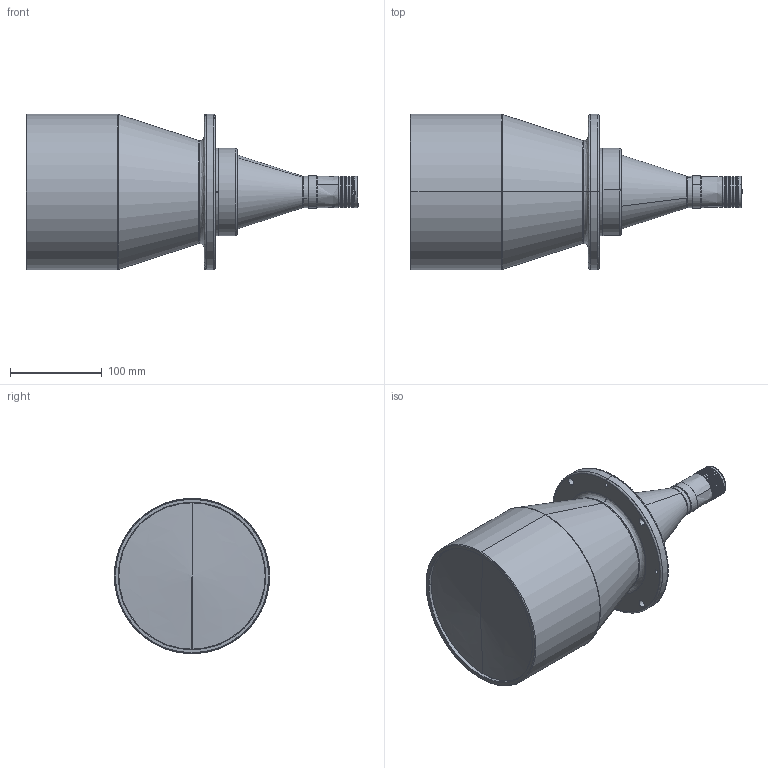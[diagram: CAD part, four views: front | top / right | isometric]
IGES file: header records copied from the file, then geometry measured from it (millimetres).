
Start section: SolidWorks IGES file using analytic representation for surfaces
Global section: file name: DTCL-136.IGS,1; native system: 5HSolidWorks 2012; preprocessor: SolidWorks 2012; author: frank; date: 180716.121131; units: millimetre
Bounding box: 361.46 x 169 x 169 mm (x, y, z)
Surface area: 185141.1 mm2 (no closed solid volume)
Topology: 0 solids, 0 shells, 164 faces, 4297 edges, 4295 vertices
Faces by surface type: revolution 118, bspline 46
